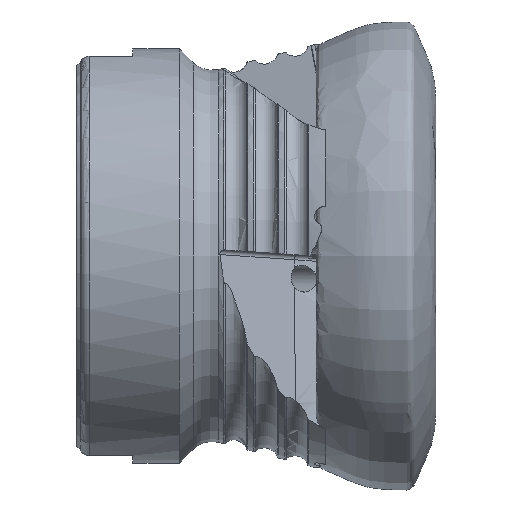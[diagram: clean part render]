
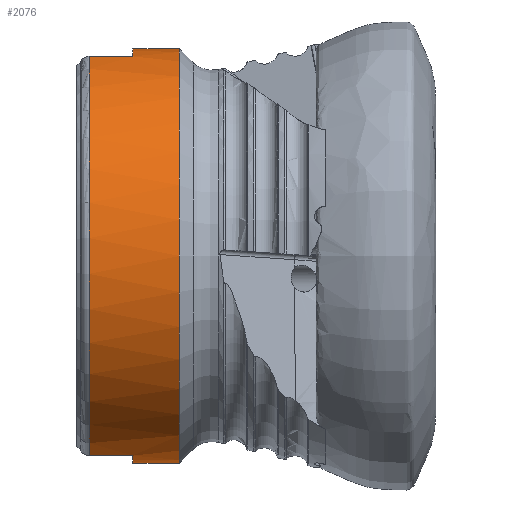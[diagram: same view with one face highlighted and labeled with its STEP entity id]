
A CAD part, front view. The second image highlights one B-rep face of the part: STEP entity #2076.
In plain terms, the highlighted cylindrical face has radius 23 mm (diameter 46 mm), a full revolution.
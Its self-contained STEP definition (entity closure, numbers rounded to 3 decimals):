
#83 = DIRECTION ( 'NONE',  ( 1., 0., 0. ) ) ;
#141 = EDGE_CURVE ( 'NONE', #5684, #2952, #1164, .T. ) ;
#292 = CARTESIAN_POINT ( 'NONE',  ( -37.455, -6.156, -22.161 ) ) ;
#303 = AXIS2_PLACEMENT_3D ( 'NONE', #5589, #83, #6436 ) ;
#529 = ORIENTED_EDGE ( 'NONE', *, *, #1356, .T. ) ;
#813 = CIRCLE ( 'NONE', #9403, 23. ) ;
#866 = CARTESIAN_POINT ( 'NONE',  ( -32.605, -6.156, -22.161 ) ) ;
#1164 = CIRCLE ( 'NONE', #5395, 23. ) ;
#1209 = DIRECTION ( 'NONE',  ( 1., 0., 0. ) ) ;
#1272 = CARTESIAN_POINT ( 'NONE',  ( -27.455, 0., 0. ) ) ;
#1356 = EDGE_CURVE ( 'NONE', #9343, #3578, #3070, .T. ) ;
#1367 = DIRECTION ( 'NONE',  ( -1., 0., 0. ) ) ;
#1496 = ORIENTED_EDGE ( 'NONE', *, *, #6213, .F. ) ;
#1663 = DIRECTION ( 'NONE',  ( -1., 0., 0. ) ) ;
#1690 = EDGE_LOOP ( 'NONE', ( #6965 ) ) ;
#1904 = EDGE_CURVE ( 'NONE', #2422, #2952, #6098, .T. ) ;
#1989 = CIRCLE ( 'NONE', #9418, 23. ) ;
#2076 = ADVANCED_FACE ( 'NONE', ( #7605, #7206 ), #8137, .T. ) ;
#2216 = DIRECTION ( 'NONE',  ( 0., 0., -1. ) ) ;
#2327 = CARTESIAN_POINT ( 'NONE',  ( -37.455, 6.156, -22.161 ) ) ;
#2335 = VECTOR ( 'NONE', #11003, 1000. ) ;
#2422 = VERTEX_POINT ( 'NONE', #9764 ) ;
#2503 = DIRECTION ( 'NONE',  ( 1., 0., 0. ) ) ;
#2843 = VERTEX_POINT ( 'NONE', #7755 ) ;
#2872 = ORIENTED_EDGE ( 'NONE', *, *, #3682, .T. ) ;
#2952 = VERTEX_POINT ( 'NONE', #9051 ) ;
#3070 = LINE ( 'NONE', #11332, #2335 ) ;
#3307 = CARTESIAN_POINT ( 'NONE',  ( -32.605, 6.156, -22.161 ) ) ;
#3523 = ORIENTED_EDGE ( 'NONE', *, *, #4249, .T. ) ;
#3578 = VERTEX_POINT ( 'NONE', #866 ) ;
#3682 = EDGE_CURVE ( 'NONE', #5684, #3777, #10021, .T. ) ;
#3777 = VERTEX_POINT ( 'NONE', #8710 ) ;
#4249 = EDGE_CURVE ( 'NONE', #7227, #2422, #1989, .T. ) ;
#4466 = CARTESIAN_POINT ( 'NONE',  ( 0., 6.156, 22.161 ) ) ;
#4847 = CARTESIAN_POINT ( 'NONE',  ( 0., 0., 0. ) ) ;
#5140 = ORIENTED_EDGE ( 'NONE', *, *, #8333, .T. ) ;
#5395 = AXIS2_PLACEMENT_3D ( 'NONE', #6875, #6918, #6835 ) ;
#5589 = CARTESIAN_POINT ( 'NONE',  ( -37.455, 0., 0. ) ) ;
#5684 = VERTEX_POINT ( 'NONE', #6432 ) ;
#6098 = LINE ( 'NONE', #4466, #6784 ) ;
#6213 = EDGE_CURVE ( 'NONE', #8858, #3578, #9923, .T. ) ;
#6222 = DIRECTION ( 'NONE',  ( 1., 0., 0. ) ) ;
#6432 = CARTESIAN_POINT ( 'NONE',  ( -32.605, -6.156, 22.161 ) ) ;
#6436 = DIRECTION ( 'NONE',  ( 0., 0., -1. ) ) ;
#6587 = DIRECTION ( 'NONE',  ( 0., 0., -1. ) ) ;
#6784 = VECTOR ( 'NONE', #6222, 1000. ) ;
#6835 = DIRECTION ( 'NONE',  ( 0., 0., -1. ) ) ;
#6867 = CARTESIAN_POINT ( 'NONE',  ( 0., -6.156, 22.161 ) ) ;
#6875 = CARTESIAN_POINT ( 'NONE',  ( -32.605, 0., 0. ) ) ;
#6918 = DIRECTION ( 'NONE',  ( -1., 0., 0. ) ) ;
#6965 = ORIENTED_EDGE ( 'NONE', *, *, #10481, .F. ) ;
#7000 = CARTESIAN_POINT ( 'NONE',  ( -32.605, 0., 0. ) ) ;
#7206 = FACE_OUTER_BOUND ( 'NONE', #1690, .T. ) ;
#7227 = VERTEX_POINT ( 'NONE', #2327 ) ;
#7526 = DIRECTION ( 'NONE',  ( 1., 0., 0. ) ) ;
#7605 = FACE_OUTER_BOUND ( 'NONE', #8245, .T. ) ;
#7623 = CARTESIAN_POINT ( 'NONE',  ( 0., 6.156, -22.161 ) ) ;
#7755 = CARTESIAN_POINT ( 'NONE',  ( -27.455, 0., -23. ) ) ;
#7805 = CARTESIAN_POINT ( 'NONE',  ( -37.455, 0., 0. ) ) ;
#7820 = ORIENTED_EDGE ( 'NONE', *, *, #141, .F. ) ;
#7880 = DIRECTION ( 'NONE',  ( 0., 0., -1. ) ) ;
#8137 = CYLINDRICAL_SURFACE ( 'NONE', #9560, 23. ) ;
#8245 = EDGE_LOOP ( 'NONE', ( #3523, #8637, #7820, #2872, #11407, #529, #1496, #5140 ) ) ;
#8270 = LINE ( 'NONE', #7623, #10058 ) ;
#8333 = EDGE_CURVE ( 'NONE', #8858, #7227, #8270, .T. ) ;
#8637 = ORIENTED_EDGE ( 'NONE', *, *, #1904, .T. ) ;
#8693 = DIRECTION ( 'NONE',  ( 0., 0., -1. ) ) ;
#8710 = CARTESIAN_POINT ( 'NONE',  ( -37.455, -6.156, 22.161 ) ) ;
#8808 = CIRCLE ( 'NONE', #303, 23. ) ;
#8858 = VERTEX_POINT ( 'NONE', #3307 ) ;
#9051 = CARTESIAN_POINT ( 'NONE',  ( -32.605, 6.156, 22.161 ) ) ;
#9222 = EDGE_CURVE ( 'NONE', #3777, #9343, #8808, .T. ) ;
#9343 = VERTEX_POINT ( 'NONE', #292 ) ;
#9403 = AXIS2_PLACEMENT_3D ( 'NONE', #1272, #7526, #2216 ) ;
#9418 = AXIS2_PLACEMENT_3D ( 'NONE', #7805, #2503, #8693 ) ;
#9560 = AXIS2_PLACEMENT_3D ( 'NONE', #4847, #1209, #6587 ) ;
#9764 = CARTESIAN_POINT ( 'NONE',  ( -37.455, 6.156, 22.161 ) ) ;
#9870 = AXIS2_PLACEMENT_3D ( 'NONE', #7000, #1663, #7880 ) ;
#9923 = CIRCLE ( 'NONE', #9870, 23. ) ;
#10021 = LINE ( 'NONE', #6867, #10599 ) ;
#10058 = VECTOR ( 'NONE', #1367, 1000. ) ;
#10481 = EDGE_CURVE ( 'NONE', #2843, #2843, #813, .T. ) ;
#10599 = VECTOR ( 'NONE', #11284, 1000. ) ;
#11003 = DIRECTION ( 'NONE',  ( 1., 0., 0. ) ) ;
#11284 = DIRECTION ( 'NONE',  ( -1., 0., 0. ) ) ;
#11332 = CARTESIAN_POINT ( 'NONE',  ( 0., -6.156, -22.161 ) ) ;
#11407 = ORIENTED_EDGE ( 'NONE', *, *, #9222, .T. ) ;
